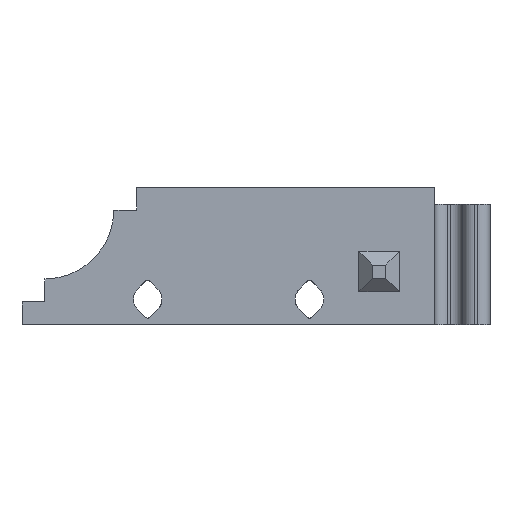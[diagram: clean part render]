
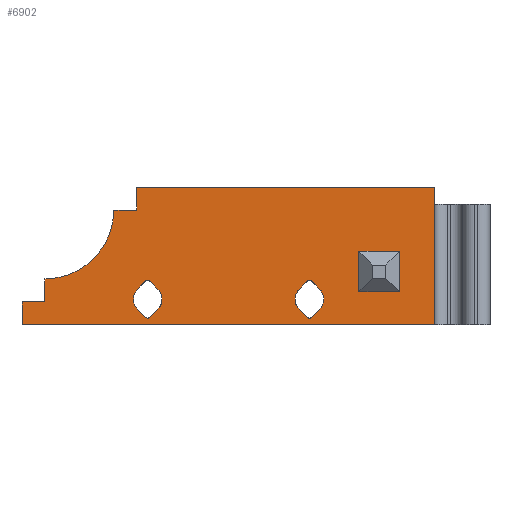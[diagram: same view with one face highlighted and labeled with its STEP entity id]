
A CAD part, left-side view. The second image highlights one B-rep face of the part: STEP entity #6902.
In plain terms, the highlighted planar face has unit normal (-1, 0, 0).
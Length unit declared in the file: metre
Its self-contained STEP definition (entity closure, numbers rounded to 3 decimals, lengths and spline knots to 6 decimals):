
#69=CIRCLE('',#7287,0.002075);
#70=CIRCLE('',#7288,0.0004);
#71=CIRCLE('',#7289,0.002075);
#72=CIRCLE('',#7290,0.0004);
#73=CIRCLE('',#7291,0.002075);
#74=CIRCLE('',#7292,0.0004);
#75=CIRCLE('',#7293,0.002075);
#76=CIRCLE('',#7294,0.0004);
#77=CIRCLE('',#7295,0.01);
#332=PLANE('',#7286);
#616=LINE('',#10070,#1362);
#634=LINE('',#10176,#1380);
#635=LINE('',#10181,#1381);
#636=LINE('',#10185,#1382);
#637=LINE('',#10189,#1383);
#638=LINE('',#10195,#1384);
#639=LINE('',#10199,#1385);
#640=LINE('',#10203,#1386);
#641=LINE('',#10207,#1387);
#642=LINE('',#10208,#1388);
#643=LINE('',#10211,#1389);
#644=LINE('',#10213,#1390);
#645=LINE('',#10215,#1391);
#646=LINE('',#10216,#1392);
#647=LINE('',#10218,#1393);
#648=LINE('',#10222,#1394);
#649=LINE('',#10224,#1395);
#650=LINE('',#10226,#1396);
#651=LINE('',#10228,#1397);
#652=LINE('',#10230,#1398);
#1362=VECTOR('',#7915,1.);
#1380=VECTOR('',#7937,1.);
#1381=VECTOR('',#7940,1.);
#1382=VECTOR('',#7943,1.);
#1383=VECTOR('',#7946,1.);
#1384=VECTOR('',#7951,1.);
#1385=VECTOR('',#7954,1.);
#1386=VECTOR('',#7957,1.);
#1387=VECTOR('',#7960,1.);
#1388=VECTOR('',#7961,1.);
#1389=VECTOR('',#7962,1.);
#1390=VECTOR('',#7963,1.);
#1391=VECTOR('',#7964,1.);
#1392=VECTOR('',#7965,1.);
#1393=VECTOR('',#7966,1.);
#1394=VECTOR('',#7969,1.);
#1395=VECTOR('',#7970,1.);
#1396=VECTOR('',#7971,1.);
#1397=VECTOR('',#7972,1.);
#1398=VECTOR('',#7973,1.);
#2302=ORIENTED_EDGE('',*,*,#4312,.F.);
#2303=ORIENTED_EDGE('',*,*,#4313,.T.);
#2304=ORIENTED_EDGE('',*,*,#4314,.F.);
#2305=ORIENTED_EDGE('',*,*,#4315,.T.);
#2306=ORIENTED_EDGE('',*,*,#4316,.T.);
#2307=ORIENTED_EDGE('',*,*,#4317,.T.);
#2308=ORIENTED_EDGE('',*,*,#4318,.T.);
#2309=ORIENTED_EDGE('',*,*,#4319,.T.);
#2310=ORIENTED_EDGE('',*,*,#4320,.F.);
#2311=ORIENTED_EDGE('',*,*,#4321,.T.);
#2312=ORIENTED_EDGE('',*,*,#4322,.F.);
#2313=ORIENTED_EDGE('',*,*,#4323,.F.);
#2314=ORIENTED_EDGE('',*,*,#4324,.F.);
#2315=ORIENTED_EDGE('',*,*,#4325,.F.);
#2316=ORIENTED_EDGE('',*,*,#4326,.F.);
#2317=ORIENTED_EDGE('',*,*,#4327,.T.);
#2318=ORIENTED_EDGE('',*,*,#4328,.T.);
#2319=ORIENTED_EDGE('',*,*,#4329,.T.);
#2320=ORIENTED_EDGE('',*,*,#4330,.T.);
#2321=ORIENTED_EDGE('',*,*,#4331,.T.);
#2322=ORIENTED_EDGE('',*,*,#4332,.F.);
#2323=ORIENTED_EDGE('',*,*,#4333,.F.);
#2324=ORIENTED_EDGE('',*,*,#4334,.F.);
#2325=ORIENTED_EDGE('',*,*,#4335,.F.);
#2326=ORIENTED_EDGE('',*,*,#4336,.F.);
#2327=ORIENTED_EDGE('',*,*,#4337,.T.);
#2328=ORIENTED_EDGE('',*,*,#4338,.T.);
#2329=ORIENTED_EDGE('',*,*,#4339,.T.);
#2330=ORIENTED_EDGE('',*,*,#4276,.F.);
#4276=EDGE_CURVE('',#5299,#5301,#616,.F.);
#4312=EDGE_CURVE('',#5336,#5337,#634,.T.);
#4313=EDGE_CURVE('',#5336,#5338,#69,.T.);
#4314=EDGE_CURVE('',#5339,#5338,#635,.T.);
#4315=EDGE_CURVE('',#5339,#5340,#70,.T.);
#4316=EDGE_CURVE('',#5340,#5341,#636,.T.);
#4317=EDGE_CURVE('',#5341,#5342,#71,.T.);
#4318=EDGE_CURVE('',#5342,#5343,#637,.T.);
#4319=EDGE_CURVE('',#5343,#5337,#72,.T.);
#4320=EDGE_CURVE('',#5344,#5345,#73,.F.);
#4321=EDGE_CURVE('',#5344,#5346,#638,.T.);
#4322=EDGE_CURVE('',#5347,#5346,#74,.F.);
#4323=EDGE_CURVE('',#5348,#5347,#639,.T.);
#4324=EDGE_CURVE('',#5349,#5348,#75,.F.);
#4325=EDGE_CURVE('',#5350,#5349,#640,.T.);
#4326=EDGE_CURVE('',#5351,#5350,#76,.F.);
#4327=EDGE_CURVE('',#5351,#5345,#641,.T.);
#4328=EDGE_CURVE('',#5352,#5353,#642,.T.);
#4329=EDGE_CURVE('',#5353,#5354,#643,.F.);
#4330=EDGE_CURVE('',#5354,#5355,#644,.F.);
#4331=EDGE_CURVE('',#5355,#5352,#645,.T.);
#4332=EDGE_CURVE('',#5356,#5299,#646,.T.);
#4333=EDGE_CURVE('',#5357,#5356,#647,.T.);
#4334=EDGE_CURVE('',#5358,#5357,#77,.F.);
#4335=EDGE_CURVE('',#5359,#5358,#648,.T.);
#4336=EDGE_CURVE('',#5360,#5359,#649,.T.);
#4337=EDGE_CURVE('',#5360,#5361,#650,.T.);
#4338=EDGE_CURVE('',#5361,#5362,#651,.F.);
#4339=EDGE_CURVE('',#5362,#5301,#652,.T.);
#5299=VERTEX_POINT('',#10068);
#5301=VERTEX_POINT('',#10071);
#5336=VERTEX_POINT('',#10177);
#5337=VERTEX_POINT('',#10178);
#5338=VERTEX_POINT('',#10180);
#5339=VERTEX_POINT('',#10182);
#5340=VERTEX_POINT('',#10184);
#5341=VERTEX_POINT('',#10186);
#5342=VERTEX_POINT('',#10188);
#5343=VERTEX_POINT('',#10190);
#5344=VERTEX_POINT('',#10193);
#5345=VERTEX_POINT('',#10194);
#5346=VERTEX_POINT('',#10196);
#5347=VERTEX_POINT('',#10198);
#5348=VERTEX_POINT('',#10200);
#5349=VERTEX_POINT('',#10202);
#5350=VERTEX_POINT('',#10204);
#5351=VERTEX_POINT('',#10206);
#5352=VERTEX_POINT('',#10209);
#5353=VERTEX_POINT('',#10210);
#5354=VERTEX_POINT('',#10212);
#5355=VERTEX_POINT('',#10214);
#5356=VERTEX_POINT('',#10217);
#5357=VERTEX_POINT('',#10219);
#5358=VERTEX_POINT('',#10221);
#5359=VERTEX_POINT('',#10223);
#5360=VERTEX_POINT('',#10225);
#5361=VERTEX_POINT('',#10227);
#5362=VERTEX_POINT('',#10229);
#6068=EDGE_LOOP('',(#2302,#2303,#2304,#2305,#2306,#2307,#2308,#2309));
#6069=EDGE_LOOP('',(#2310,#2311,#2312,#2313,#2314,#2315,#2316,#2317));
#6070=EDGE_LOOP('',(#2318,#2319,#2320,#2321));
#6071=EDGE_LOOP('',(#2322,#2323,#2324,#2325,#2326,#2327,#2328,#2329,#2330));
#6466=FACE_BOUND('',#6068,.T.);
#6467=FACE_BOUND('',#6069,.T.);
#6468=FACE_BOUND('',#6070,.T.);
#6469=FACE_BOUND('',#6071,.T.);
#6902=ADVANCED_FACE('',(#6466,#6467,#6468,#6469),#332,.F.);
#7286=AXIS2_PLACEMENT_3D('',#10175,#7935,#7936);
#7287=AXIS2_PLACEMENT_3D('',#10179,#7938,#7939);
#7288=AXIS2_PLACEMENT_3D('',#10183,#7941,#7942);
#7289=AXIS2_PLACEMENT_3D('',#10187,#7944,#7945);
#7290=AXIS2_PLACEMENT_3D('',#10191,#7947,#7948);
#7291=AXIS2_PLACEMENT_3D('',#10192,#7949,#7950);
#7292=AXIS2_PLACEMENT_3D('',#10197,#7952,#7953);
#7293=AXIS2_PLACEMENT_3D('',#10201,#7955,#7956);
#7294=AXIS2_PLACEMENT_3D('',#10205,#7958,#7959);
#7295=AXIS2_PLACEMENT_3D('',#10220,#7967,#7968);
#7915=DIRECTION('',(0.,1.,0.));
#7935=DIRECTION('',(1.,0.,0.));
#7936=DIRECTION('',(0.,1.,0.));
#7937=DIRECTION('',(0.,-0.707,-0.707));
#7938=DIRECTION('',(1.,0.,0.));
#7939=DIRECTION('',(0.,1.,0.));
#7940=DIRECTION('',(0.,0.707,-0.707));
#7941=DIRECTION('',(1.,0.,0.));
#7942=DIRECTION('',(0.,1.,0.));
#7943=DIRECTION('',(0.,-0.707,-0.707));
#7944=DIRECTION('',(1.,0.,0.));
#7945=DIRECTION('',(0.,1.,0.));
#7946=DIRECTION('',(0.,0.707,-0.707));
#7947=DIRECTION('',(1.,0.,0.));
#7948=DIRECTION('',(0.,1.,0.));
#7949=DIRECTION('',(1.,0.,0.));
#7950=DIRECTION('',(0.,1.,0.));
#7951=DIRECTION('',(0.,0.707,-0.707));
#7952=DIRECTION('',(1.,0.,0.));
#7953=DIRECTION('',(0.,1.,0.));
#7954=DIRECTION('',(0.,-0.707,-0.707));
#7955=DIRECTION('',(1.,0.,0.));
#7956=DIRECTION('',(0.,1.,0.));
#7957=DIRECTION('',(0.,0.707,-0.707));
#7958=DIRECTION('',(1.,0.,0.));
#7959=DIRECTION('',(0.,1.,0.));
#7960=DIRECTION('',(0.,-0.707,-0.707));
#7961=DIRECTION('',(0.,0.,1.));
#7962=DIRECTION('',(0.,1.,0.));
#7963=DIRECTION('',(0.,0.,1.));
#7964=DIRECTION('',(0.,1.,0.));
#7965=DIRECTION('',(0.,0.,1.));
#7966=DIRECTION('',(0.,-1.,0.));
#7967=DIRECTION('',(1.,0.,0.));
#7968=DIRECTION('',(0.,1.,0.));
#7969=DIRECTION('',(0.,0.,1.));
#7970=DIRECTION('',(0.,-1.,0.));
#7971=DIRECTION('',(0.,0.,-1.));
#7972=DIRECTION('',(0.,1.,0.));
#7973=DIRECTION('',(0.,0.,1.));
#10068=CARTESIAN_POINT('',(1.230025,1.633333,0.38));
#10070=CARTESIAN_POINT('',(1.230025,1.542111,0.38));
#10071=CARTESIAN_POINT('',(1.230025,1.590025,0.38));
#10175=CARTESIAN_POINT('',(1.230025,1.542111,0.38));
#10176=CARTESIAN_POINT('',(1.230025,1.596523,0.325588));
#10177=CARTESIAN_POINT('',(1.230025,1.633201,0.362266));
#10178=CARTESIAN_POINT('',(1.230025,1.632016,0.361082));
#10179=CARTESIAN_POINT('',(1.230025,1.631733,0.363733));
#10180=CARTESIAN_POINT('',(1.230025,1.633201,0.365201));
#10181=CARTESIAN_POINT('',(1.230025,1.580256,0.418145));
#10182=CARTESIAN_POINT('',(1.230025,1.632016,0.366385));
#10183=CARTESIAN_POINT('',(1.230025,1.631733,0.366102));
#10184=CARTESIAN_POINT('',(1.230025,1.631451,0.366385));
#10185=CARTESIAN_POINT('',(1.230025,1.593588,0.328523));
#10186=CARTESIAN_POINT('',(1.230025,1.630266,0.365201));
#10187=CARTESIAN_POINT('',(1.230025,1.631733,0.363733));
#10188=CARTESIAN_POINT('',(1.230025,1.630266,0.362266));
#10189=CARTESIAN_POINT('',(1.230025,1.577322,0.415211));
#10190=CARTESIAN_POINT('',(1.230025,1.631451,0.361082));
#10191=CARTESIAN_POINT('',(1.230025,1.631733,0.361365));
#10192=CARTESIAN_POINT('',(1.230025,1.608267,0.363733));
#10193=CARTESIAN_POINT('',(1.230025,1.606799,0.362266));
#10194=CARTESIAN_POINT('',(1.230025,1.606799,0.365201));
#10195=CARTESIAN_POINT('',(1.230025,1.565588,0.403477));
#10196=CARTESIAN_POINT('',(1.230025,1.607984,0.361082));
#10197=CARTESIAN_POINT('',(1.230025,1.608267,0.361365));
#10198=CARTESIAN_POINT('',(1.230025,1.608549,0.361082));
#10199=CARTESIAN_POINT('',(1.230025,1.584789,0.337322));
#10200=CARTESIAN_POINT('',(1.230025,1.609734,0.362266));
#10201=CARTESIAN_POINT('',(1.230025,1.608267,0.363733));
#10202=CARTESIAN_POINT('',(1.230025,1.609734,0.365201));
#10203=CARTESIAN_POINT('',(1.230025,1.568523,0.406412));
#10204=CARTESIAN_POINT('',(1.230025,1.608549,0.366385));
#10205=CARTESIAN_POINT('',(1.230025,1.608267,0.366102));
#10206=CARTESIAN_POINT('',(1.230025,1.607984,0.366385));
#10207=CARTESIAN_POINT('',(1.230025,1.581855,0.340256));
#10208=CARTESIAN_POINT('',(1.230025,1.601071,0.38));
#10209=CARTESIAN_POINT('',(1.230025,1.601071,0.364783));
#10210=CARTESIAN_POINT('',(1.230025,1.601071,0.370683));
#10211=CARTESIAN_POINT('',(1.230025,1.542111,0.370683));
#10212=CARTESIAN_POINT('',(1.230025,1.595171,0.370683));
#10213=CARTESIAN_POINT('',(1.230025,1.595171,0.38));
#10214=CARTESIAN_POINT('',(1.230025,1.595171,0.364783));
#10215=CARTESIAN_POINT('',(1.230025,1.542111,0.364783));
#10216=CARTESIAN_POINT('',(1.230025,1.633333,0.38));
#10217=CARTESIAN_POINT('',(1.230025,1.633333,0.376667));
#10218=CARTESIAN_POINT('',(1.230025,1.542111,0.376667));
#10219=CARTESIAN_POINT('',(1.230025,1.636667,0.376667));
#10220=CARTESIAN_POINT('',(1.230025,1.646667,0.376667));
#10221=CARTESIAN_POINT('',(1.230025,1.646667,0.366667));
#10222=CARTESIAN_POINT('',(1.230025,1.646667,0.38));
#10223=CARTESIAN_POINT('',(1.230025,1.646667,0.363333));
#10224=CARTESIAN_POINT('',(1.230025,1.542111,0.363333));
#10225=CARTESIAN_POINT('',(1.230025,1.65,0.363333));
#10226=CARTESIAN_POINT('',(1.230025,1.65,0.38));
#10227=CARTESIAN_POINT('',(1.230025,1.65,0.36));
#10228=CARTESIAN_POINT('',(1.230025,1.662111,0.36));
#10229=CARTESIAN_POINT('',(1.230025,1.590025,0.36));
#10230=CARTESIAN_POINT('',(1.230025,1.590025,0.38));
